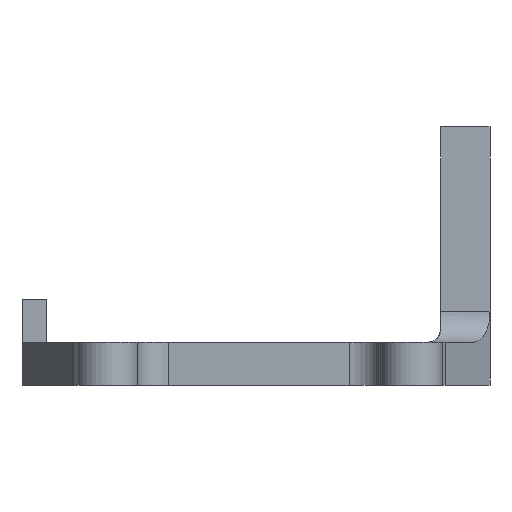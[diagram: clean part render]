
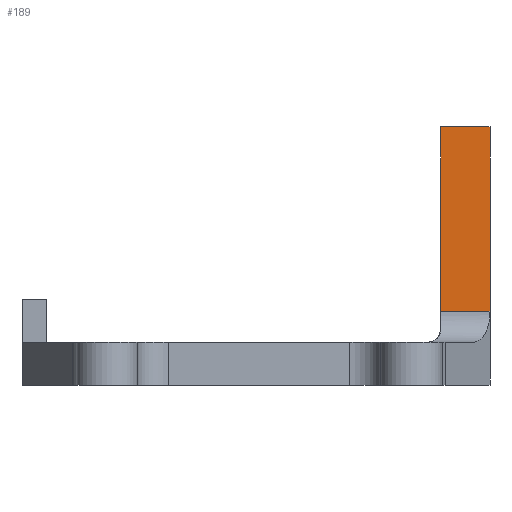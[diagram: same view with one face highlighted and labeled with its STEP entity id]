
A CAD part, front view. The second image highlights one B-rep face of the part: STEP entity #189.
In plain terms, the highlighted planar face has unit normal (0, -1, 0).
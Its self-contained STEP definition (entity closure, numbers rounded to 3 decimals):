
#189 = ADVANCED_FACE( '', ( #426 ), #427, .T. );
#426 = FACE_OUTER_BOUND( '', #912, .T. );
#427 = PLANE( '', #913 );
#912 = EDGE_LOOP( '', ( #1432, #1433, #1434, #1435 ) );
#913 = AXIS2_PLACEMENT_3D( '', #1436, #1437, #1438 );
#1432 = ORIENTED_EDGE( '', *, *, #1725, .F. );
#1433 = ORIENTED_EDGE( '', *, *, #1914, .T. );
#1434 = ORIENTED_EDGE( '', *, *, #1915, .T. );
#1435 = ORIENTED_EDGE( '', *, *, #1743, .F. );
#1436 = CARTESIAN_POINT( '', ( 54.698, -20., 30.123 ) );
#1437 = DIRECTION( '', ( 0., -1., 0. ) );
#1438 = DIRECTION( '', ( 1., 0., 0. ) );
#1725 = EDGE_CURVE( '', #2009, #2011, #2012, .T. );
#1743 = EDGE_CURVE( '', #2011, #2042, #2043, .T. );
#1914 = EDGE_CURVE( '', #2009, #2307, #2308, .T. );
#1915 = EDGE_CURVE( '', #2307, #2042, #2309, .T. );
#2009 = VERTEX_POINT( '', #2480 );
#2011 = VERTEX_POINT( '', #2482 );
#2012 = LINE( '', #2483, #2484 );
#2042 = VERTEX_POINT( '', #2523 );
#2043 = LINE( '', #2524, #2525 );
#2307 = VERTEX_POINT( '', #2878 );
#2308 = LINE( '', #2879, #2880 );
#2309 = LINE( '', #2881, #2882 );
#2480 = CARTESIAN_POINT( '', ( 54.698, -20., 35.123 ) );
#2482 = CARTESIAN_POINT( '', ( 54.698, -20., 65.123 ) );
#2483 = CARTESIAN_POINT( '', ( 54.698, -20., 30.123 ) );
#2484 = VECTOR( '', #3013, 1000. );
#2523 = CARTESIAN_POINT( '', ( 62.698, -20., 65.123 ) );
#2524 = CARTESIAN_POINT( '', ( 54.698, -20., 65.123 ) );
#2525 = VECTOR( '', #3035, 1000. );
#2878 = CARTESIAN_POINT( '', ( 62.698, -20., 35.123 ) );
#2879 = CARTESIAN_POINT( '', ( 54.698, -20., 35.123 ) );
#2880 = VECTOR( '', #3274, 1000. );
#2881 = CARTESIAN_POINT( '', ( 62.698, -20., 30.123 ) );
#2882 = VECTOR( '', #3275, 1000. );
#3013 = DIRECTION( '', ( 0., 0., 1. ) );
#3035 = DIRECTION( '', ( 1., 0., 0. ) );
#3274 = DIRECTION( '', ( 1., 0., 0. ) );
#3275 = DIRECTION( '', ( 0., 0., 1. ) );
